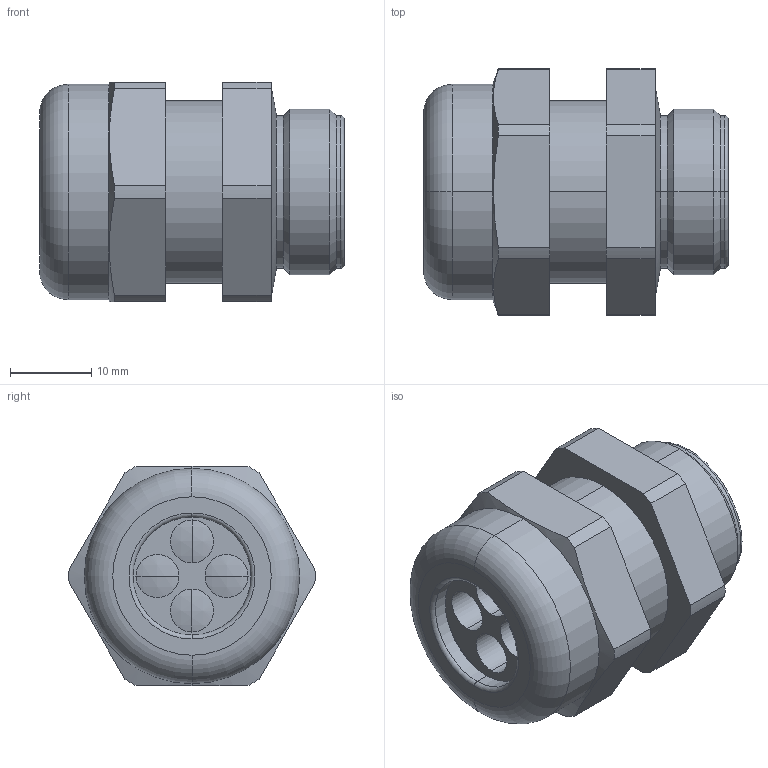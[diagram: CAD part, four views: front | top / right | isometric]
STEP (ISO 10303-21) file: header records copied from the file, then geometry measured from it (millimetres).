
FILE_DESCRIPTION (( 'STEP AP203' ), '1' );
FILE_NAME ('Z6701310ind1.STEP', '2025-12-04T14:34:23', ( '' ), ( '' ), 'SwSTEP 2.0', 'SolidWorks 2024', '' );
FILE_SCHEMA (( 'CONFIG_CONTROL_DESIGN' ));
Length unit declared in the file: millimetre
Products named in the file (4): Z6701310ind1; D9716703indA; G8216000indD; G8213401indC
Assembly tree (3 placements, depth 2):
  Z6701310ind1
    G8213401indC
    G8216000indD
    D9716703indA
Bounding box: 37.5 x 30.3 x 27 mm (x, y, z)
Volume: 13434.5 mm3; surface area: 10268.9 mm2
Topology: 3 solids, 3 shells, 133 faces, 325 edges, 206 vertices
Faces by surface type: cylinder 50, plane 47, cone 16, torus 12, sphere 8
Entity records: 4412 total; most frequent: CARTESIAN_POINT 782, DIRECTION 726, ORIENTED_EDGE 650, EDGE_CURVE 325, AXIS2_PLACEMENT_3D 290, VERTEX_POINT 206, CIRCLE 151, LINE 146
